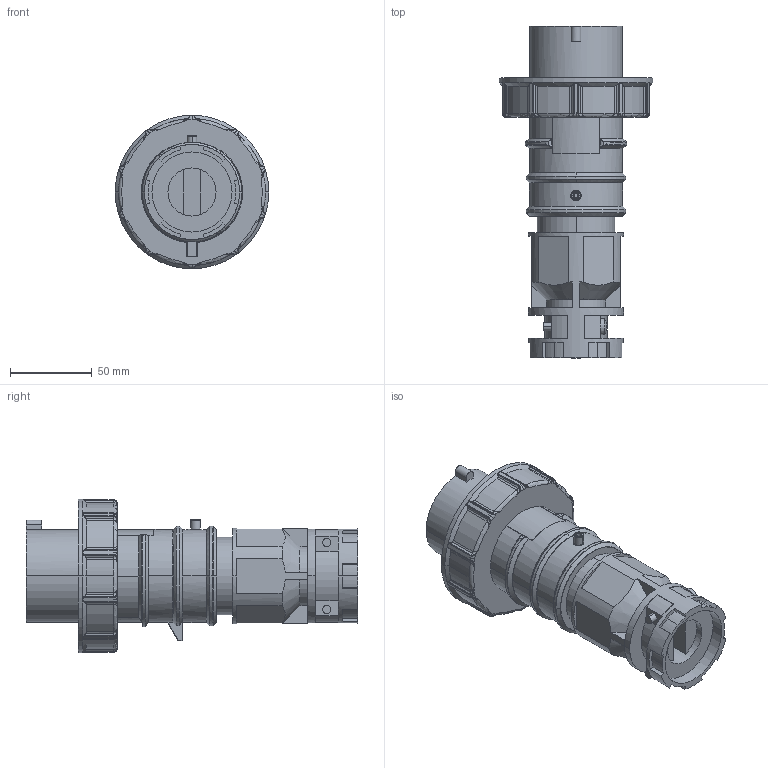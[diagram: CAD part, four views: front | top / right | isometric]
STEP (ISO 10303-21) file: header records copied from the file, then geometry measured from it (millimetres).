
FILE_DESCRIPTION (( 'STEP AP203' ), '1' );
FILE_NAME ('BRY330P6W.step', '2022-08-17T20:02:47', ( '' ), ( '' ), 'SwSTEP 2.0', 'SolidWorks 2021', '' );
FILE_SCHEMA (( 'CONFIG_CONTROL_DESIGN' ));
Length unit declared in the file: millimetre
Products named in the file (1): BRY330P6W
Bounding box: 94 x 203.23 x 93.99 mm (x, y, z)
Volume: 402229.1 mm3; surface area: 100464.3 mm2
Topology: 10 solids, 10 shells, 834 faces, 2208 edges, 1384 vertices
Faces by surface type: cylinder 290, plane 248, torus 110, bspline 100, cone 66, sphere 20
Entity records: 37546 total; most frequent: CARTESIAN_POINT 20111, ORIENTED_EDGE 4368, DIRECTION 2428, EDGE_CURVE 2184, B_SPLINE_CURVE_WITH_KNOTS 1487, VERTEX_POINT 1384, AXIS2_PLACEMENT_3D 1020, EDGE_LOOP 868
